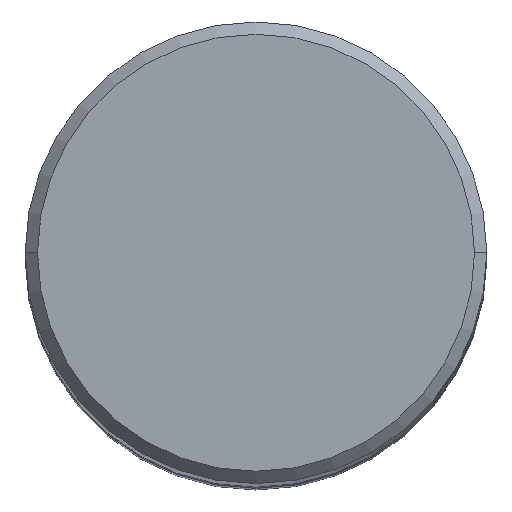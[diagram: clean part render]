
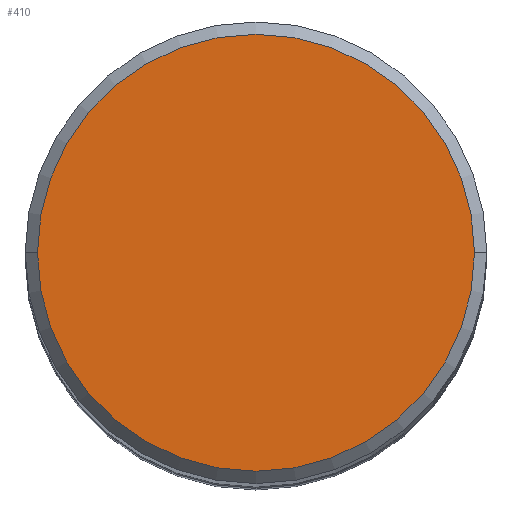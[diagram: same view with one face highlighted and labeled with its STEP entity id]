
A CAD part, top view. The second image highlights one B-rep face of the part: STEP entity #410.
In plain terms, the highlighted planar face has unit normal (0, 0, 1).
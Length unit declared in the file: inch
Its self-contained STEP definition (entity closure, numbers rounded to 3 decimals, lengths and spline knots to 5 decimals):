
#31 = PLANE ( 'NONE',  #117 ) ;
#42 = AXIS2_PLACEMENT_3D ( 'NONE', #217, #261, #540 ) ;
#56 = ORIENTED_EDGE ( 'NONE', *, *, #393, .T. ) ;
#70 = DIRECTION ( 'NONE',  ( 0., 0., -1. ) ) ;
#117 = AXIS2_PLACEMENT_3D ( 'NONE', #513, #70, #302 ) ;
#152 = VERTEX_POINT ( 'NONE', #154 ) ;
#154 = CARTESIAN_POINT ( 'NONE',  ( 0.355, 0., 0. ) ) ;
#170 = DIRECTION ( 'NONE',  ( 0., 0., 1. ) ) ;
#217 = CARTESIAN_POINT ( 'NONE',  ( 0., 0., 0. ) ) ;
#235 = CIRCLE ( 'NONE', #396, 0.355 ) ;
#261 = DIRECTION ( 'NONE',  ( 0., 0., 1. ) ) ;
#299 = CARTESIAN_POINT ( 'NONE',  ( -0.355, 0., 0. ) ) ;
#302 = DIRECTION ( 'NONE',  ( -1., 0., 0. ) ) ;
#303 = EDGE_LOOP ( 'NONE', ( #475, #56 ) ) ;
#340 = DIRECTION ( 'NONE',  ( 1., 0., 0. ) ) ;
#393 = EDGE_CURVE ( 'NONE', #152, #431, #511, .T. ) ;
#396 = AXIS2_PLACEMENT_3D ( 'NONE', #546, #170, #340 ) ;
#410 = ADVANCED_FACE ( 'NONE', ( #459 ), #31, .F. ) ;
#431 = VERTEX_POINT ( 'NONE', #299 ) ;
#437 = EDGE_CURVE ( 'NONE', #431, #152, #235, .T. ) ;
#459 = FACE_OUTER_BOUND ( 'NONE', #303, .T. ) ;
#475 = ORIENTED_EDGE ( 'NONE', *, *, #437, .T. ) ;
#511 = CIRCLE ( 'NONE', #42, 0.355 ) ;
#513 = CARTESIAN_POINT ( 'NONE',  ( 0., 0.355, 0. ) ) ;
#540 = DIRECTION ( 'NONE',  ( 1., 0., 0. ) ) ;
#546 = CARTESIAN_POINT ( 'NONE',  ( 0., 0., 0. ) ) ;
